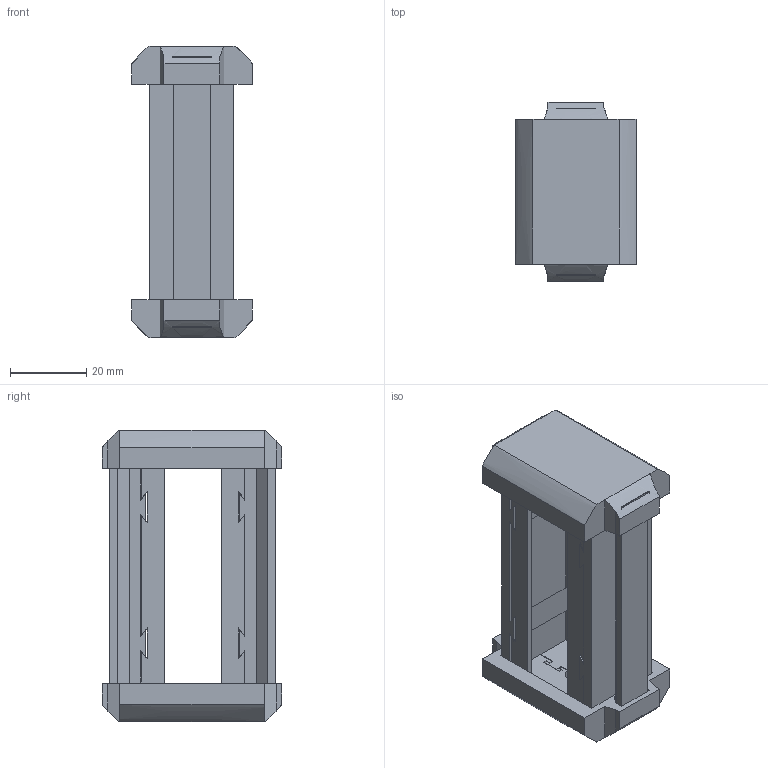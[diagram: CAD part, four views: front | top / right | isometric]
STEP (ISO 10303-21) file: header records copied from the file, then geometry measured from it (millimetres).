
FILE_DESCRIPTION(/* description */ (''),/* implementation_level */ '2;1');
FILE_NAME(/* name */ 'Motor_mount_raw.step',/* time_stamp */ '2026-02-05T17:16:51+02:00',/* author */ (''),/* organization */ (''),/* preprocessor_version */ 'ST-DEVELOPER v20.1',/* originating_system */ 'Autodesk Translation Framework v14.24.0.0',/* authorisation */ '');
FILE_SCHEMA (('AUTOMOTIVE_DESIGN { 1 0 10303 214 3 1 1 }'));
Length unit declared in the file: millimetre
Products named in the file (5): 2026-01-30-12-15-10-109; 2026-02-05-17-13-37-103; 2026-02-05-17-07-07-894; 2026-02-05-17-07-07-836; 2026-01-30-12-21-41-610
Assembly tree (4 placements, depth 3):
  2026-01-30-12-15-10-109
    2026-02-05-17-13-37-103
      2026-02-05-17-07-07-894
      2026-02-05-17-07-07-836
      2026-01-30-12-21-41-610
Bounding box: 31.53 x 47 x 76.21 mm (x, y, z)
Volume: 32672.9 mm3; surface area: 28298.3 mm2
Topology: 6 solids, 6 shells, 300 faces, 858 edges, 572 vertices
Faces by surface type: plane 290, bspline 8, cylinder 2
Entity records: 10326 total; most frequent: CARTESIAN_POINT 2457, ORIENTED_EDGE 1716, DIRECTION 1412, EDGE_CURVE 858, LINE 802, VECTOR 802, VERTEX_POINT 572, EDGE_LOOP 310
